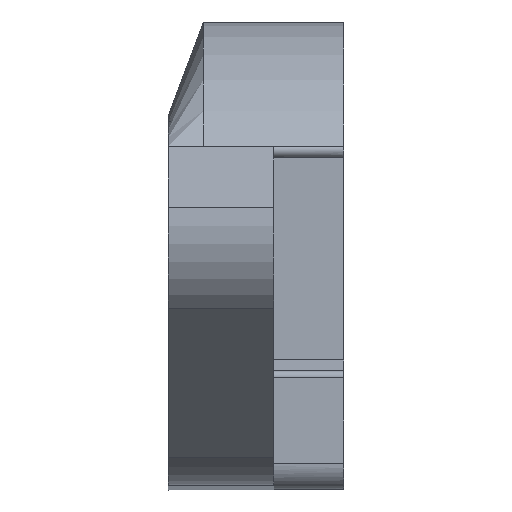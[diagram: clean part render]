
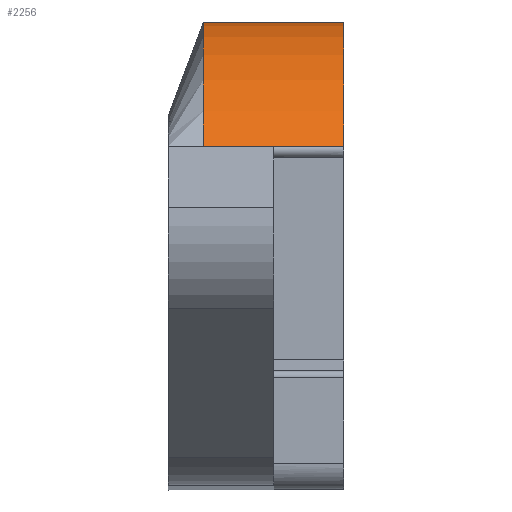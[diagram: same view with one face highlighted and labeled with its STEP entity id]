
A CAD part, left-side view. The second image highlights one B-rep face of the part: STEP entity #2256.
In plain terms, the highlighted cylindrical face has radius 76.554 mm (diameter 153.108 mm), a partial arc.
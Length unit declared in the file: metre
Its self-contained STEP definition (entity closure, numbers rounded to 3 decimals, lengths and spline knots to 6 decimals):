
#44=CYLINDRICAL_SURFACE('',#2458,0.076554);
#144=LINE('',#3676,#323);
#145=LINE('',#3684,#324);
#146=LINE('',#3685,#325);
#323=VECTOR('',#2855,1.);
#324=VECTOR('',#2864,1.);
#325=VECTOR('',#2865,1.);
#589=ORIENTED_EDGE('',*,*,#1250,.F.);
#590=ORIENTED_EDGE('',*,*,#1249,.F.);
#591=ORIENTED_EDGE('',*,*,#1251,.T.);
#592=ORIENTED_EDGE('',*,*,#1252,.T.);
#593=ORIENTED_EDGE('',*,*,#1253,.T.);
#594=ORIENTED_EDGE('',*,*,#1254,.T.);
#1249=EDGE_CURVE('',#1573,#1572,#144,.T.);
#1250=EDGE_CURVE('',#1572,#1574,#1770,.T.);
#1251=EDGE_CURVE('',#1573,#1575,#1771,.F.);
#1252=EDGE_CURVE('',#1575,#1576,#1772,.F.);
#1253=EDGE_CURVE('',#1576,#1538,#145,.T.);
#1254=EDGE_CURVE('',#1538,#1574,#146,.T.);
#1538=VERTEX_POINT('',#3559);
#1572=VERTEX_POINT('',#3673);
#1573=VERTEX_POINT('',#3675);
#1574=VERTEX_POINT('',#3679);
#1575=VERTEX_POINT('',#3681);
#1576=VERTEX_POINT('',#3683);
#1770=CIRCLE('',#2459,0.076554);
#1771=CIRCLE('',#2460,0.076554);
#1772=CIRCLE('',#2461,0.076554);
#1899=EDGE_LOOP('',(#589,#590,#591,#592,#593,#594));
#2053=FACE_BOUND('',#1899,.T.);
#2256=ADVANCED_FACE('',(#2053),#44,.T.);
#2458=AXIS2_PLACEMENT_3D('',#3677,#2856,#2857);
#2459=AXIS2_PLACEMENT_3D('',#3678,#2858,#2859);
#2460=AXIS2_PLACEMENT_3D('',#3680,#2860,#2861);
#2461=AXIS2_PLACEMENT_3D('',#3682,#2862,#2863);
#2855=DIRECTION('',(0.,-1.,0.));
#2856=DIRECTION('',(0.,-1.,0.));
#2857=DIRECTION('',(1.,0.,0.));
#2858=DIRECTION('',(0.,-1.,0.));
#2859=DIRECTION('',(-1.,0.,0.));
#2860=DIRECTION('',(0.,1.,0.));
#2861=DIRECTION('',(-1.,0.,0.));
#2862=DIRECTION('',(0.,1.,0.));
#2863=DIRECTION('',(-1.,0.,0.));
#2864=DIRECTION('',(0.,-1.,0.));
#2865=DIRECTION('',(0.,-1.,0.));
#3559=CARTESIAN_POINT('',(-0.414338,0.01905,-0.021096));
#3673=CARTESIAN_POINT('',(-0.350838,0.,0.0127));
#3675=CARTESIAN_POINT('',(-0.350838,0.0381,0.0127));
#3676=CARTESIAN_POINT('',(-0.350838,0.01905,0.0127));
#3677=CARTESIAN_POINT('',(-0.350838,0.01905,-0.063854));
#3678=CARTESIAN_POINT('',(-0.350838,0.,-0.063854));
#3679=CARTESIAN_POINT('',(-0.414338,0.,-0.021096));
#3680=CARTESIAN_POINT('',(-0.350838,0.0381,-0.063854));
#3681=CARTESIAN_POINT('',(-0.386804,0.0381,0.003725));
#3682=CARTESIAN_POINT('',(-0.350838,0.0381,-0.063854));
#3683=CARTESIAN_POINT('',(-0.414337,0.0381,-0.021096));
#3684=CARTESIAN_POINT('',(-0.414338,0.0381,-0.021096));
#3685=CARTESIAN_POINT('',(-0.414338,0.01905,-0.021096));
